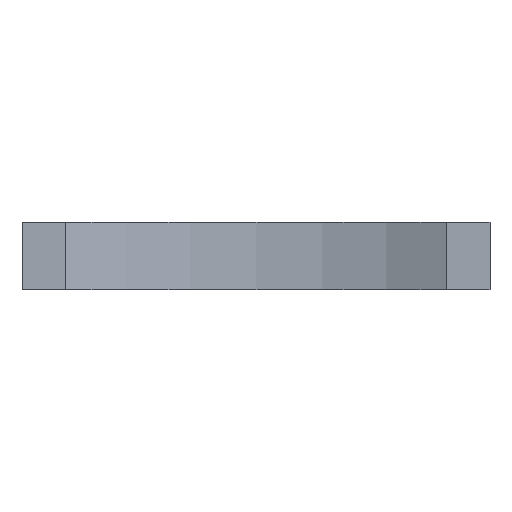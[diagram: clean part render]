
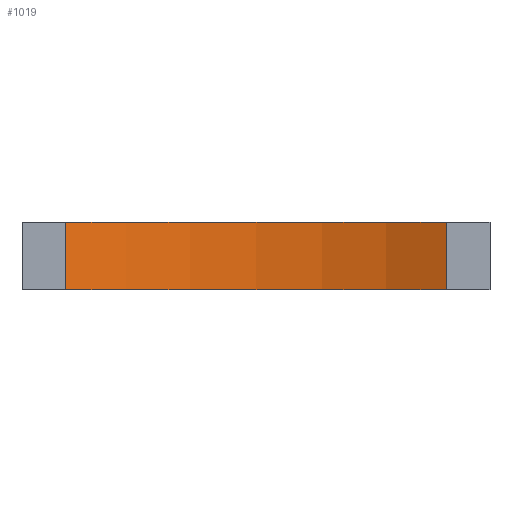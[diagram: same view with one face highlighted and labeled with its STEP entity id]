
A CAD part, front view. The second image highlights one B-rep face of the part: STEP entity #1019.
In plain terms, the highlighted cylindrical face has radius 66.676 mm (diameter 133.351 mm), a partial arc.
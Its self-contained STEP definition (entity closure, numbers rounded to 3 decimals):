
#8 = DIRECTION ( 'NONE',  ( 0., 0., -1. ) ) ;
#65 = CIRCLE ( 'NONE', #940, 66.676 ) ;
#113 = CARTESIAN_POINT ( 'NONE',  ( 0., -108.371, 11. ) ) ;
#231 = AXIS2_PLACEMENT_3D ( 'NONE', #113, #2623, #568 ) ;
#311 = VERTEX_POINT ( 'NONE', #641 ) ;
#443 = EDGE_LOOP ( 'NONE', ( #2645, #768, #2710, #1844 ) ) ;
#474 = LINE ( 'NONE', #1133, #2888 ) ;
#568 = DIRECTION ( 'NONE',  ( -1., 0., 0. ) ) ;
#641 = CARTESIAN_POINT ( 'NONE',  ( -30.978, -49.328, 0. ) ) ;
#689 = DIRECTION ( 'NONE',  ( 1., 0., 0. ) ) ;
#768 = ORIENTED_EDGE ( 'NONE', *, *, #1281, .F. ) ;
#869 = EDGE_CURVE ( 'NONE', #1902, #2360, #65, .T. ) ;
#940 = AXIS2_PLACEMENT_3D ( 'NONE', #2336, #2311, #1671 ) ;
#1019 = ADVANCED_FACE ( 'NONE', ( #2458 ), #2822, .F. ) ;
#1092 = CARTESIAN_POINT ( 'NONE',  ( 0., -108.371, 0. ) ) ;
#1133 = CARTESIAN_POINT ( 'NONE',  ( -30.978, -49.328, 11. ) ) ;
#1211 = EDGE_CURVE ( 'NONE', #311, #1929, #2181, .T. ) ;
#1281 = EDGE_CURVE ( 'NONE', #2360, #1929, #2039, .T. ) ;
#1314 = AXIS2_PLACEMENT_3D ( 'NONE', #1092, #8, #689 ) ;
#1484 = EDGE_CURVE ( 'NONE', #1902, #311, #474, .T. ) ;
#1551 = DIRECTION ( 'NONE',  ( 0., 0., -1. ) ) ;
#1563 = CARTESIAN_POINT ( 'NONE',  ( 30.978, -49.328, 0. ) ) ;
#1645 = DIRECTION ( 'NONE',  ( 0., 0., -1. ) ) ;
#1671 = DIRECTION ( 'NONE',  ( 1., 0., 0. ) ) ;
#1844 = ORIENTED_EDGE ( 'NONE', *, *, #1484, .T. ) ;
#1902 = VERTEX_POINT ( 'NONE', #2853 ) ;
#1929 = VERTEX_POINT ( 'NONE', #1563 ) ;
#2039 = LINE ( 'NONE', #2494, #2092 ) ;
#2092 = VECTOR ( 'NONE', #1551, 1000. ) ;
#2162 = CARTESIAN_POINT ( 'NONE',  ( 30.978, -49.328, 11. ) ) ;
#2181 = CIRCLE ( 'NONE', #1314, 66.676 ) ;
#2311 = DIRECTION ( 'NONE',  ( 0., 0., -1. ) ) ;
#2336 = CARTESIAN_POINT ( 'NONE',  ( 0., -108.371, 11. ) ) ;
#2360 = VERTEX_POINT ( 'NONE', #2162 ) ;
#2458 = FACE_OUTER_BOUND ( 'NONE', #443, .T. ) ;
#2494 = CARTESIAN_POINT ( 'NONE',  ( 30.978, -49.328, 11. ) ) ;
#2623 = DIRECTION ( 'NONE',  ( 0., 0., -1. ) ) ;
#2645 = ORIENTED_EDGE ( 'NONE', *, *, #1211, .T. ) ;
#2710 = ORIENTED_EDGE ( 'NONE', *, *, #869, .F. ) ;
#2822 = CYLINDRICAL_SURFACE ( 'NONE', #231, 66.676 ) ;
#2853 = CARTESIAN_POINT ( 'NONE',  ( -30.978, -49.328, 11. ) ) ;
#2888 = VECTOR ( 'NONE', #1645, 1000. ) ;
